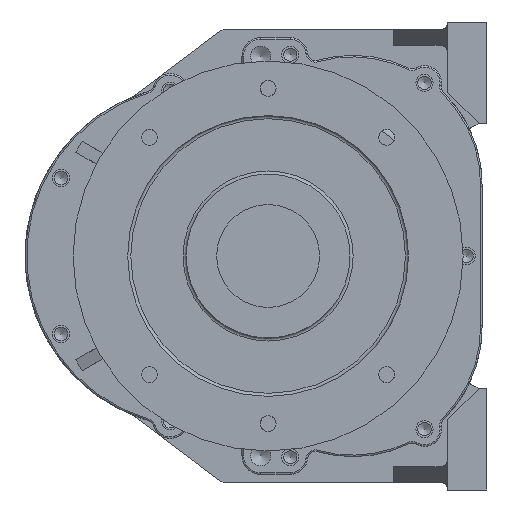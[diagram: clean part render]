
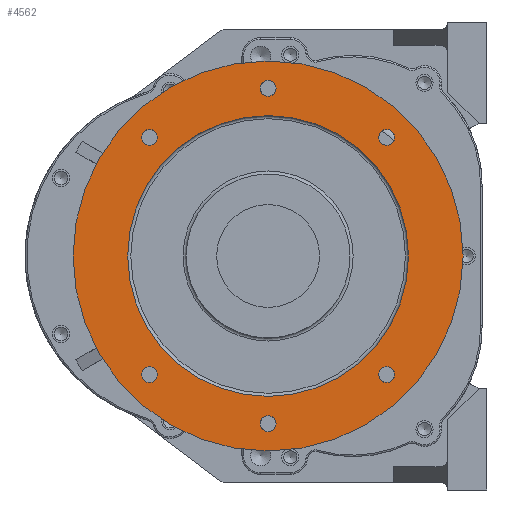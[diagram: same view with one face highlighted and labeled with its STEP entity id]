
A CAD part, left-side view. The second image highlights one B-rep face of the part: STEP entity #4562.
In plain terms, the highlighted planar face has unit normal (-1, 0, 0).
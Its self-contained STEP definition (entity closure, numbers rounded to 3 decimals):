
#261 = DIRECTION ( 'NONE',  ( 1., 0., 0. ) ) ;
#314 = DIRECTION ( 'NONE',  ( 0., 0., -1. ) ) ;
#777 = CARTESIAN_POINT ( 'NONE',  ( -18., 76.014, 70.914 ) ) ;
#1273 = AXIS2_PLACEMENT_3D ( 'NONE', #13126, #11436, #2937 ) ;
#1528 = DIRECTION ( 'NONE',  ( 1., 0., 0. ) ) ;
#1570 = AXIS2_PLACEMENT_3D ( 'NONE', #8902, #3224, #1724 ) ;
#1626 = CARTESIAN_POINT ( 'NONE',  ( -18., 76.014, 76.014 ) ) ;
#1678 = CARTESIAN_POINT ( 'NONE',  ( -18., 0., -107.5 ) ) ;
#1715 = EDGE_LOOP ( 'NONE', ( #15752 ) ) ;
#1724 = DIRECTION ( 'NONE',  ( 0., 0., 1. ) ) ;
#1734 = VERTEX_POINT ( 'NONE', #7480 ) ;
#2078 = EDGE_LOOP ( 'NONE', ( #13221 ) ) ;
#2347 = CIRCLE ( 'NONE', #18592, 5.1 ) ;
#2595 = EDGE_CURVE ( 'NONE', #1734, #1734, #2347, .T. ) ;
#2721 = DIRECTION ( 'NONE',  ( 0., 0., -1. ) ) ;
#2787 = FACE_OUTER_BOUND ( 'NONE', #2078, .T. ) ;
#2871 = CARTESIAN_POINT ( 'NONE',  ( -18., -125., 0. ) ) ;
#2937 = DIRECTION ( 'NONE',  ( 0., 0., 1. ) ) ;
#3054 = VERTEX_POINT ( 'NONE', #10506 ) ;
#3224 = DIRECTION ( 'NONE',  ( -1., 0., 0. ) ) ;
#3229 = DIRECTION ( 'NONE',  ( 1., 0., 0. ) ) ;
#3265 = ORIENTED_EDGE ( 'NONE', *, *, #9386, .F. ) ;
#3354 = CIRCLE ( 'NONE', #6079, 5.1 ) ;
#3429 = VERTEX_POINT ( 'NONE', #7386 ) ;
#3642 = FACE_BOUND ( 'NONE', #4054, .T. ) ;
#4054 = EDGE_LOOP ( 'NONE', ( #5964 ) ) ;
#4139 = DIRECTION ( 'NONE',  ( 1., 0., 0. ) ) ;
#4298 = FACE_BOUND ( 'NONE', #14626, .T. ) ;
#4481 = DIRECTION ( 'NONE',  ( 1., 0., 0. ) ) ;
#4562 = ADVANCED_FACE ( 'NONE', ( #10813, #16351, #3642, #4298, #9660, #18415, #5705, #2787 ), #6921, .T. ) ;
#4571 = VERTEX_POINT ( 'NONE', #5894 ) ;
#4573 = CIRCLE ( 'NONE', #6968, 5.1 ) ;
#4688 = EDGE_CURVE ( 'NONE', #3054, #3054, #4573, .T. ) ;
#4792 = AXIS2_PLACEMENT_3D ( 'NONE', #5538, #3229, #11291 ) ;
#5007 = ORIENTED_EDGE ( 'NONE', *, *, #14588, .T. ) ;
#5378 = EDGE_CURVE ( 'NONE', #3429, #3429, #8820, .T. ) ;
#5538 = CARTESIAN_POINT ( 'NONE',  ( -18., -76.014, -76.014 ) ) ;
#5705 = FACE_BOUND ( 'NONE', #7915, .T. ) ;
#5894 = CARTESIAN_POINT ( 'NONE',  ( -18., 0., 90. ) ) ;
#5964 = ORIENTED_EDGE ( 'NONE', *, *, #17374, .T. ) ;
#6026 = VERTEX_POINT ( 'NONE', #13103 ) ;
#6079 = AXIS2_PLACEMENT_3D ( 'NONE', #1626, #1528, #11810 ) ;
#6921 = PLANE ( 'NONE',  #11788 ) ;
#6968 = AXIS2_PLACEMENT_3D ( 'NONE', #17284, #4481, #314 ) ;
#7064 = VERTEX_POINT ( 'NONE', #10179 ) ;
#7363 = CARTESIAN_POINT ( 'NONE',  ( -18., 0., 107.5 ) ) ;
#7386 = CARTESIAN_POINT ( 'NONE',  ( -18., 0., 125. ) ) ;
#7480 = CARTESIAN_POINT ( 'NONE',  ( -18., 0., 102.4 ) ) ;
#7915 = EDGE_LOOP ( 'NONE', ( #3265 ) ) ;
#8098 = CIRCLE ( 'NONE', #4792, 5.1 ) ;
#8401 = AXIS2_PLACEMENT_3D ( 'NONE', #1678, #261, #14871 ) ;
#8541 = DIRECTION ( 'NONE',  ( -1., 0., 0. ) ) ;
#8820 = CIRCLE ( 'NONE', #1570, 125. ) ;
#8902 = CARTESIAN_POINT ( 'NONE',  ( -18., 0., 0. ) ) ;
#9386 = EDGE_CURVE ( 'NONE', #4571, #4571, #9404, .T. ) ;
#9404 = CIRCLE ( 'NONE', #1273, 90. ) ;
#9660 = FACE_BOUND ( 'NONE', #18014, .T. ) ;
#9790 = CARTESIAN_POINT ( 'NONE',  ( -18., -76.014, 76.014 ) ) ;
#10064 = EDGE_CURVE ( 'NONE', #12639, #12639, #3354, .T. ) ;
#10179 = CARTESIAN_POINT ( 'NONE',  ( -18., -76.014, -81.114 ) ) ;
#10506 = CARTESIAN_POINT ( 'NONE',  ( -18., 76.014, -81.114 ) ) ;
#10813 = FACE_BOUND ( 'NONE', #1715, .T. ) ;
#11275 = DIRECTION ( 'NONE',  ( 0., 0., -1. ) ) ;
#11291 = DIRECTION ( 'NONE',  ( 0., 0., -1. ) ) ;
#11436 = DIRECTION ( 'NONE',  ( -1., 0., 0. ) ) ;
#11497 = ORIENTED_EDGE ( 'NONE', *, *, #2595, .T. ) ;
#11788 = AXIS2_PLACEMENT_3D ( 'NONE', #2871, #8541, #18218 ) ;
#11810 = DIRECTION ( 'NONE',  ( 0., 0., -1. ) ) ;
#11928 = EDGE_LOOP ( 'NONE', ( #13611 ) ) ;
#12639 = VERTEX_POINT ( 'NONE', #777 ) ;
#12925 = VERTEX_POINT ( 'NONE', #15815 ) ;
#13103 = CARTESIAN_POINT ( 'NONE',  ( -18., 0., -112.6 ) ) ;
#13126 = CARTESIAN_POINT ( 'NONE',  ( -18., 0., 0. ) ) ;
#13220 = CIRCLE ( 'NONE', #8401, 5.1 ) ;
#13221 = ORIENTED_EDGE ( 'NONE', *, *, #5378, .T. ) ;
#13611 = ORIENTED_EDGE ( 'NONE', *, *, #4688, .T. ) ;
#13825 = ORIENTED_EDGE ( 'NONE', *, *, #10064, .T. ) ;
#14588 = EDGE_CURVE ( 'NONE', #12925, #12925, #15854, .T. ) ;
#14626 = EDGE_LOOP ( 'NONE', ( #5007 ) ) ;
#14871 = DIRECTION ( 'NONE',  ( 0., 0., -1. ) ) ;
#15752 = ORIENTED_EDGE ( 'NONE', *, *, #17189, .T. ) ;
#15807 = EDGE_LOOP ( 'NONE', ( #11497 ) ) ;
#15815 = CARTESIAN_POINT ( 'NONE',  ( -18., -76.014, 70.914 ) ) ;
#15854 = CIRCLE ( 'NONE', #18248, 5.1 ) ;
#16351 = FACE_BOUND ( 'NONE', #15807, .T. ) ;
#17189 = EDGE_CURVE ( 'NONE', #6026, #6026, #13220, .T. ) ;
#17284 = CARTESIAN_POINT ( 'NONE',  ( -18., 76.014, -76.014 ) ) ;
#17374 = EDGE_CURVE ( 'NONE', #7064, #7064, #8098, .T. ) ;
#17439 = DIRECTION ( 'NONE',  ( 1., 0., 0. ) ) ;
#18014 = EDGE_LOOP ( 'NONE', ( #13825 ) ) ;
#18218 = DIRECTION ( 'NONE',  ( 0., 0., 1. ) ) ;
#18248 = AXIS2_PLACEMENT_3D ( 'NONE', #9790, #4139, #2721 ) ;
#18415 = FACE_BOUND ( 'NONE', #11928, .T. ) ;
#18592 = AXIS2_PLACEMENT_3D ( 'NONE', #7363, #17439, #11275 ) ;
